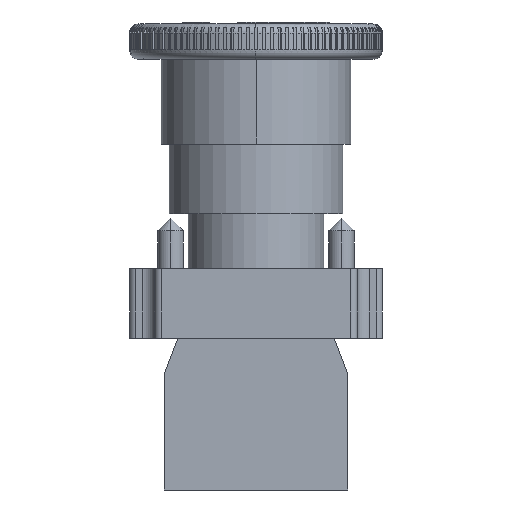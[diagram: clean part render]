
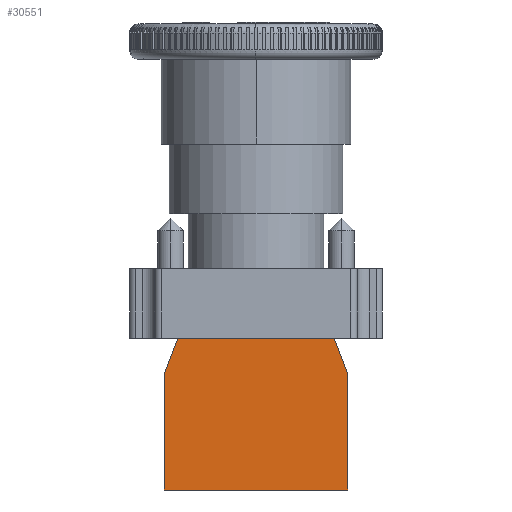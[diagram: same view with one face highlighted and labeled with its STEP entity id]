
A CAD part, left-side view. The second image highlights one B-rep face of the part: STEP entity #30551.
In plain terms, the highlighted planar face has unit normal (-1, 0, 0).
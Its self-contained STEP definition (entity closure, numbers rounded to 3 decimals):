
#128 = EDGE_CURVE ( 'NONE', #7233, #11549, #27832, .T. ) ;
#401 = CARTESIAN_POINT ( 'NONE',  ( 0.1, -14.5, -35. ) ) ;
#1115 = ORIENTED_EDGE ( 'NONE', *, *, #31294, .F. ) ;
#1267 = CARTESIAN_POINT ( 'NONE',  ( 0.1, 14.5, -35. ) ) ;
#1692 = PLANE ( 'NONE',  #8664 ) ;
#1785 = VECTOR ( 'NONE', #25081, 1000. ) ;
#2768 = CARTESIAN_POINT ( 'NONE',  ( 0.1, 10.002, -11. ) ) ;
#3292 = EDGE_LOOP ( 'NONE', ( #1115, #17605, #19123, #24517, #19998, #20128, #25132, #31235 ) ) ;
#4649 = EDGE_CURVE ( 'NONE', #20455, #7233, #19179, .T. ) ;
#4767 = VERTEX_POINT ( 'NONE', #7473 ) ;
#4887 = DIRECTION ( 'NONE',  ( 0., 1., 0. ) ) ;
#5095 = VECTOR ( 'NONE', #4887, 1000. ) ;
#5280 = VECTOR ( 'NONE', #25171, 1000. ) ;
#5523 = DIRECTION ( 'NONE',  ( 0., 1., 0. ) ) ;
#5919 = CARTESIAN_POINT ( 'NONE',  ( 0.1, 12.355, -11. ) ) ;
#5996 = CARTESIAN_POINT ( 'NONE',  ( 0.1, -14.5, -11. ) ) ;
#6271 = LINE ( 'NONE', #1267, #1785 ) ;
#6291 = EDGE_CURVE ( 'NONE', #11549, #30038, #7788, .T. ) ;
#6550 = FACE_OUTER_BOUND ( 'NONE', #3292, .T. ) ;
#7139 = CARTESIAN_POINT ( 'NONE',  ( 0.1, -14.5, -11. ) ) ;
#7233 = VERTEX_POINT ( 'NONE', #2768 ) ;
#7473 = CARTESIAN_POINT ( 'NONE',  ( 0.1, -14.5, -16.594 ) ) ;
#7788 = LINE ( 'NONE', #27555, #23327 ) ;
#8105 = VERTEX_POINT ( 'NONE', #14167 ) ;
#8218 = CARTESIAN_POINT ( 'NONE',  ( 0.1, -12.355, -11. ) ) ;
#8481 = CARTESIAN_POINT ( 'NONE',  ( 0.1, -14.5, -35. ) ) ;
#8664 = AXIS2_PLACEMENT_3D ( 'NONE', #8481, #16285, #13910 ) ;
#9782 = DIRECTION ( 'NONE',  ( 0., -0.358, -0.934 ) ) ;
#11549 = VERTEX_POINT ( 'NONE', #5919 ) ;
#12304 = EDGE_CURVE ( 'NONE', #8105, #30038, #6271, .T. ) ;
#12320 = VECTOR ( 'NONE', #5523, 1000. ) ;
#13068 = LINE ( 'NONE', #20286, #14753 ) ;
#13910 = DIRECTION ( 'NONE',  ( 0., 0., -1. ) ) ;
#14167 = CARTESIAN_POINT ( 'NONE',  ( 0.1, 14.5, -35. ) ) ;
#14753 = VECTOR ( 'NONE', #26779, 1000. ) ;
#14867 = LINE ( 'NONE', #401, #5280 ) ;
#16285 = DIRECTION ( 'NONE',  ( 1., 0., 0. ) ) ;
#16839 = CARTESIAN_POINT ( 'NONE',  ( 0.1, 14.5, -16.594 ) ) ;
#17108 = CARTESIAN_POINT ( 'NONE',  ( 0.1, -14.5, -35. ) ) ;
#17580 = DIRECTION ( 'NONE',  ( 0., 0.358, -0.934 ) ) ;
#17605 = ORIENTED_EDGE ( 'NONE', *, *, #18272, .T. ) ;
#18272 = EDGE_CURVE ( 'NONE', #23713, #20455, #13068, .T. ) ;
#18748 = CARTESIAN_POINT ( 'NONE',  ( 0.1, -10.002, -11. ) ) ;
#19123 = ORIENTED_EDGE ( 'NONE', *, *, #4649, .T. ) ;
#19179 = LINE ( 'NONE', #7139, #21233 ) ;
#19998 = ORIENTED_EDGE ( 'NONE', *, *, #6291, .T. ) ;
#20099 = LINE ( 'NONE', #26878, #5095 ) ;
#20128 = ORIENTED_EDGE ( 'NONE', *, *, #12304, .F. ) ;
#20286 = CARTESIAN_POINT ( 'NONE',  ( 0.1, -14.5, -11. ) ) ;
#20455 = VERTEX_POINT ( 'NONE', #18748 ) ;
#21233 = VECTOR ( 'NONE', #28993, 1000. ) ;
#23327 = VECTOR ( 'NONE', #17580, 1000. ) ;
#23713 = VERTEX_POINT ( 'NONE', #8218 ) ;
#23811 = LINE ( 'NONE', #31057, #26661 ) ;
#24517 = ORIENTED_EDGE ( 'NONE', *, *, #128, .T. ) ;
#25081 = DIRECTION ( 'NONE',  ( 0., 0., 1. ) ) ;
#25132 = ORIENTED_EDGE ( 'NONE', *, *, #30962, .F. ) ;
#25171 = DIRECTION ( 'NONE',  ( 0., 0., 1. ) ) ;
#25261 = VERTEX_POINT ( 'NONE', #17108 ) ;
#25299 = EDGE_CURVE ( 'NONE', #25261, #4767, #14867, .T. ) ;
#26661 = VECTOR ( 'NONE', #9782, 1000. ) ;
#26779 = DIRECTION ( 'NONE',  ( 0., 1., 0. ) ) ;
#26878 = CARTESIAN_POINT ( 'NONE',  ( 0.1, -14.5, -35. ) ) ;
#27555 = CARTESIAN_POINT ( 'NONE',  ( 0.1, 16.936, -22.948 ) ) ;
#27832 = LINE ( 'NONE', #5996, #12320 ) ;
#28993 = DIRECTION ( 'NONE',  ( 0., 1., 0. ) ) ;
#30038 = VERTEX_POINT ( 'NONE', #16839 ) ;
#30551 = ADVANCED_FACE ( 'NONE', ( #6550 ), #1692, .F. ) ;
#30962 = EDGE_CURVE ( 'NONE', #25261, #8105, #20099, .T. ) ;
#31057 = CARTESIAN_POINT ( 'NONE',  ( 0.1, -20.652, -32.641 ) ) ;
#31235 = ORIENTED_EDGE ( 'NONE', *, *, #25299, .T. ) ;
#31294 = EDGE_CURVE ( 'NONE', #23713, #4767, #23811, .T. ) ;
